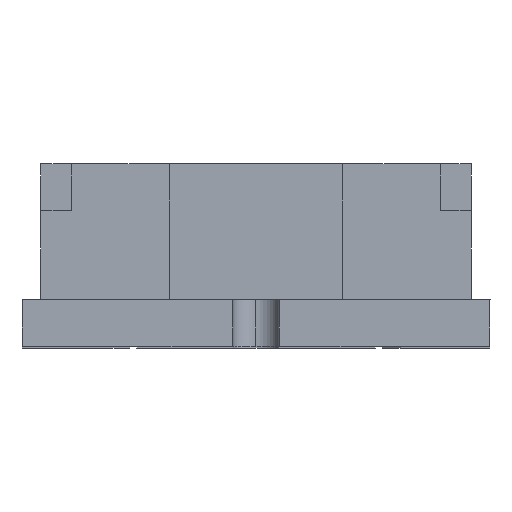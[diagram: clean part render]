
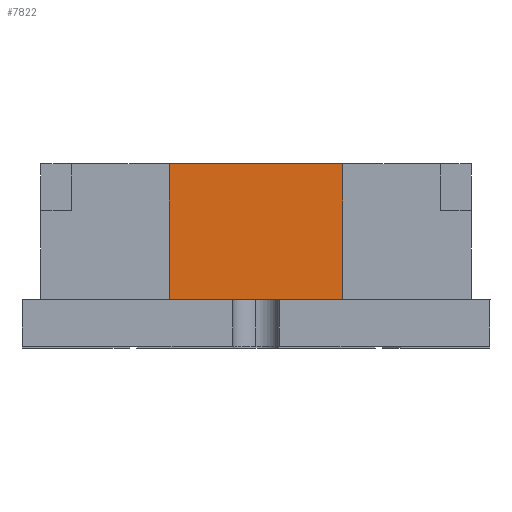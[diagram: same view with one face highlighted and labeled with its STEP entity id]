
A CAD part, left-side view. The second image highlights one B-rep face of the part: STEP entity #7822.
In plain terms, the highlighted planar face has unit normal (-1, 0, 0).
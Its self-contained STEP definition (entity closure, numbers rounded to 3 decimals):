
#3749 = PLANE('',#3750);
#3750 = AXIS2_PLACEMENT_3D('',#3751,#3752,#3753);
#3751 = CARTESIAN_POINT('',(-4.725,-2.5,0.5));
#3752 = DIRECTION('',(0.,0.,-1.));
#3753 = DIRECTION('',(-1.,0.,0.));
#5528 = VERTEX_POINT('',#5529);
#5529 = CARTESIAN_POINT('',(-4.2,0.925,0.5));
#5543 = PLANE('',#5544);
#5544 = AXIS2_PLACEMENT_3D('',#5545,#5546,#5547);
#5545 = CARTESIAN_POINT('',(-5.2,0.925,0.5));
#5546 = DIRECTION('',(0.,1.,0.));
#5547 = DIRECTION('',(1.,0.,0.));
#5555 = EDGE_CURVE('',#5528,#5556,#5558,.T.);
#5556 = VERTEX_POINT('',#5557);
#5557 = CARTESIAN_POINT('',(-4.2,-0.925,0.5));
#5558 = SURFACE_CURVE('',#5559,(#5563,#5570),.PCURVE_S1.);
#5559 = LINE('',#5560,#5561);
#5560 = CARTESIAN_POINT('',(-4.2,0.925,0.5));
#5561 = VECTOR('',#5562,1.);
#5562 = DIRECTION('',(0.,-1.,0.));
#5563 = PCURVE('',#3749,#5564);
#5564 = DEFINITIONAL_REPRESENTATION('',(#5565),#5569);
#5565 = LINE('',#5566,#5567);
#5566 = CARTESIAN_POINT('',(-0.525,3.425));
#5567 = VECTOR('',#5568,1.);
#5568 = DIRECTION('',(0.,-1.));
#5569 = ( GEOMETRIC_REPRESENTATION_CONTEXT(2) 
PARAMETRIC_REPRESENTATION_CONTEXT() REPRESENTATION_CONTEXT('2D SPACE',''
  ) );
#5570 = PCURVE('',#5571,#5576);
#5571 = PLANE('',#5572);
#5572 = AXIS2_PLACEMENT_3D('',#5573,#5574,#5575);
#5573 = CARTESIAN_POINT('',(-4.2,0.925,0.5));
#5574 = DIRECTION('',(1.,0.,0.));
#5575 = DIRECTION('',(0.,-1.,0.));
#5576 = DEFINITIONAL_REPRESENTATION('',(#5577),#5581);
#5577 = LINE('',#5578,#5579);
#5578 = CARTESIAN_POINT('',(0.,0.));
#5579 = VECTOR('',#5580,1.);
#5580 = DIRECTION('',(1.,0.));
#5581 = ( GEOMETRIC_REPRESENTATION_CONTEXT(2) 
PARAMETRIC_REPRESENTATION_CONTEXT() REPRESENTATION_CONTEXT('2D SPACE',''
  ) );
#5599 = PLANE('',#5600);
#5600 = AXIS2_PLACEMENT_3D('',#5601,#5602,#5603);
#5601 = CARTESIAN_POINT('',(-4.2,-0.925,0.5));
#5602 = DIRECTION('',(0.,-1.,0.));
#5603 = DIRECTION('',(-1.,0.,0.));
#6898 = PLANE('',#6899);
#6899 = AXIS2_PLACEMENT_3D('',#6900,#6901,#6902);
#6900 = CARTESIAN_POINT('',(-4.45,-2.3,1.95));
#6901 = DIRECTION('',(0.,0.,-1.));
#6902 = DIRECTION('',(-1.,0.,0.));
#7778 = VERTEX_POINT('',#7779);
#7779 = CARTESIAN_POINT('',(-4.2,-0.925,1.95));
#7802 = EDGE_CURVE('',#5556,#7778,#7803,.T.);
#7803 = SURFACE_CURVE('',#7804,(#7808,#7815),.PCURVE_S1.);
#7804 = LINE('',#7805,#7806);
#7805 = CARTESIAN_POINT('',(-4.2,-0.925,0.5));
#7806 = VECTOR('',#7807,1.);
#7807 = DIRECTION('',(0.,0.,1.));
#7808 = PCURVE('',#5599,#7809);
#7809 = DEFINITIONAL_REPRESENTATION('',(#7810),#7814);
#7810 = LINE('',#7811,#7812);
#7811 = CARTESIAN_POINT('',(0.,0.));
#7812 = VECTOR('',#7813,1.);
#7813 = DIRECTION('',(0.,-1.));
#7814 = ( GEOMETRIC_REPRESENTATION_CONTEXT(2) 
PARAMETRIC_REPRESENTATION_CONTEXT() REPRESENTATION_CONTEXT('2D SPACE',''
  ) );
#7815 = PCURVE('',#5571,#7816);
#7816 = DEFINITIONAL_REPRESENTATION('',(#7817),#7821);
#7817 = LINE('',#7818,#7819);
#7818 = CARTESIAN_POINT('',(1.85,0.));
#7819 = VECTOR('',#7820,1.);
#7820 = DIRECTION('',(0.,-1.));
#7821 = ( GEOMETRIC_REPRESENTATION_CONTEXT(2) 
PARAMETRIC_REPRESENTATION_CONTEXT() REPRESENTATION_CONTEXT('2D SPACE',''
  ) );
#7822 = ADVANCED_FACE('',(#7823),#5571,.F.);
#7823 = FACE_BOUND('',#7824,.F.);
#7824 = EDGE_LOOP('',(#7825,#7848,#7869,#7870));
#7825 = ORIENTED_EDGE('',*,*,#7826,.T.);
#7826 = EDGE_CURVE('',#5528,#7827,#7829,.T.);
#7827 = VERTEX_POINT('',#7828);
#7828 = CARTESIAN_POINT('',(-4.2,0.925,1.95));
#7829 = SURFACE_CURVE('',#7830,(#7834,#7841),.PCURVE_S1.);
#7830 = LINE('',#7831,#7832);
#7831 = CARTESIAN_POINT('',(-4.2,0.925,0.5));
#7832 = VECTOR('',#7833,1.);
#7833 = DIRECTION('',(0.,0.,1.));
#7834 = PCURVE('',#5571,#7835);
#7835 = DEFINITIONAL_REPRESENTATION('',(#7836),#7840);
#7836 = LINE('',#7837,#7838);
#7837 = CARTESIAN_POINT('',(0.,0.));
#7838 = VECTOR('',#7839,1.);
#7839 = DIRECTION('',(0.,-1.));
#7840 = ( GEOMETRIC_REPRESENTATION_CONTEXT(2) 
PARAMETRIC_REPRESENTATION_CONTEXT() REPRESENTATION_CONTEXT('2D SPACE',''
  ) );
#7841 = PCURVE('',#5543,#7842);
#7842 = DEFINITIONAL_REPRESENTATION('',(#7843),#7847);
#7843 = LINE('',#7844,#7845);
#7844 = CARTESIAN_POINT('',(1.,0.));
#7845 = VECTOR('',#7846,1.);
#7846 = DIRECTION('',(0.,-1.));
#7847 = ( GEOMETRIC_REPRESENTATION_CONTEXT(2) 
PARAMETRIC_REPRESENTATION_CONTEXT() REPRESENTATION_CONTEXT('2D SPACE',''
  ) );
#7848 = ORIENTED_EDGE('',*,*,#7849,.T.);
#7849 = EDGE_CURVE('',#7827,#7778,#7850,.T.);
#7850 = SURFACE_CURVE('',#7851,(#7855,#7862),.PCURVE_S1.);
#7851 = LINE('',#7852,#7853);
#7852 = CARTESIAN_POINT('',(-4.2,0.925,1.95));
#7853 = VECTOR('',#7854,1.);
#7854 = DIRECTION('',(0.,-1.,0.));
#7855 = PCURVE('',#5571,#7856);
#7856 = DEFINITIONAL_REPRESENTATION('',(#7857),#7861);
#7857 = LINE('',#7858,#7859);
#7858 = CARTESIAN_POINT('',(0.,-1.45));
#7859 = VECTOR('',#7860,1.);
#7860 = DIRECTION('',(1.,0.));
#7861 = ( GEOMETRIC_REPRESENTATION_CONTEXT(2) 
PARAMETRIC_REPRESENTATION_CONTEXT() REPRESENTATION_CONTEXT('2D SPACE',''
  ) );
#7862 = PCURVE('',#6898,#7863);
#7863 = DEFINITIONAL_REPRESENTATION('',(#7864),#7868);
#7864 = LINE('',#7865,#7866);
#7865 = CARTESIAN_POINT('',(-0.25,3.225));
#7866 = VECTOR('',#7867,1.);
#7867 = DIRECTION('',(0.,-1.));
#7868 = ( GEOMETRIC_REPRESENTATION_CONTEXT(2) 
PARAMETRIC_REPRESENTATION_CONTEXT() REPRESENTATION_CONTEXT('2D SPACE',''
  ) );
#7869 = ORIENTED_EDGE('',*,*,#7802,.F.);
#7870 = ORIENTED_EDGE('',*,*,#5555,.F.);
